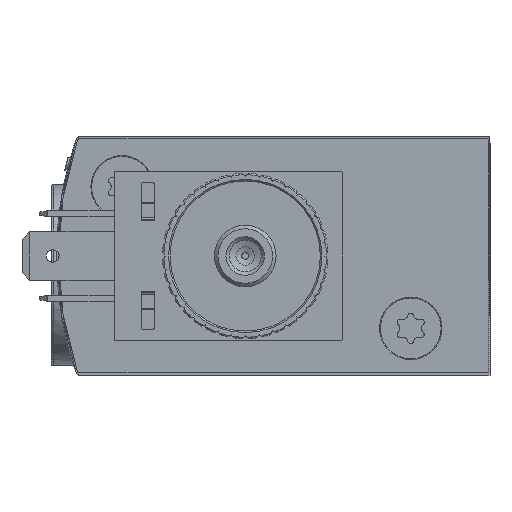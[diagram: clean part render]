
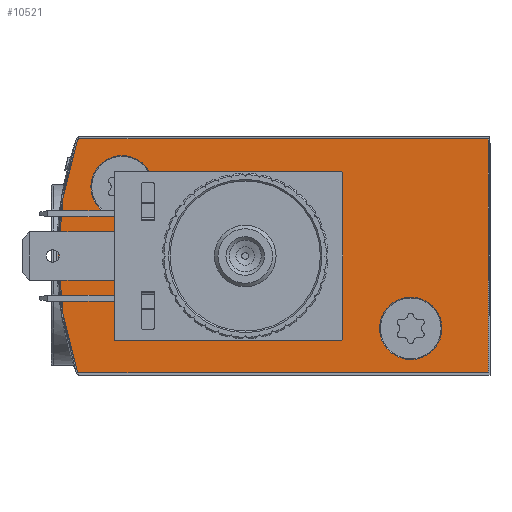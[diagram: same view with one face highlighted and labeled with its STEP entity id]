
A CAD part, left-side view. The second image highlights one B-rep face of the part: STEP entity #10521.
In plain terms, the highlighted planar face has unit normal (-1, 0, 0).
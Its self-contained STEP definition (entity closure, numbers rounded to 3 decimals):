
#797=LINE('',#18013,#1698);
#800=LINE('',#18021,#1701);
#803=LINE('',#18027,#1704);
#1698=VECTOR('',#14774,1000.);
#1701=VECTOR('',#14781,1000.);
#1704=VECTOR('',#14786,1000.);
#3297=ORIENTED_EDGE('',*,*,#5788,.F.);
#3298=ORIENTED_EDGE('',*,*,#5789,.T.);
#3299=ORIENTED_EDGE('',*,*,#5790,.T.);
#3300=ORIENTED_EDGE('',*,*,#5771,.F.);
#3301=ORIENTED_EDGE('',*,*,#5755,.F.);
#3302=ORIENTED_EDGE('',*,*,#5784,.F.);
#3303=ORIENTED_EDGE('',*,*,#5781,.F.);
#3304=ORIENTED_EDGE('',*,*,#5778,.F.);
#3305=ORIENTED_EDGE('',*,*,#5774,.F.);
#5755=EDGE_CURVE('',#7105,#7106,#7962,.T.);
#5771=EDGE_CURVE('',#7106,#7121,#7970,.T.);
#5774=EDGE_CURVE('',#7121,#7123,#797,.T.);
#5778=EDGE_CURVE('',#7123,#7126,#800,.T.);
#5781=EDGE_CURVE('',#7126,#7128,#803,.T.);
#5784=EDGE_CURVE('',#7128,#7105,#7973,.T.);
#5788=EDGE_CURVE('',#7132,#7132,#7977,.F.);
#5789=EDGE_CURVE('',#7133,#7133,#7978,.T.);
#5790=EDGE_CURVE('',#7134,#7134,#7979,.T.);
#7105=VERTEX_POINT('',#17975);
#7106=VERTEX_POINT('',#17976);
#7121=VERTEX_POINT('',#18008);
#7123=VERTEX_POINT('',#18014);
#7126=VERTEX_POINT('',#18022);
#7128=VERTEX_POINT('',#18028);
#7132=VERTEX_POINT('',#18042);
#7133=VERTEX_POINT('',#18044);
#7134=VERTEX_POINT('',#18046);
#7962=CIRCLE('',#12917,46.5);
#7970=CIRCLE('',#12926,0.2);
#7973=CIRCLE('',#12933,0.2);
#7977=CIRCLE('',#12939,5.);
#7978=CIRCLE('',#12940,4.05);
#7979=CIRCLE('',#12941,4.05);
#8557=EDGE_LOOP('',(#3297));
#8558=EDGE_LOOP('',(#3298));
#8559=EDGE_LOOP('',(#3299));
#8560=EDGE_LOOP('',(#3300,#3301,#3302,#3303,#3304,#3305));
#9400=FACE_BOUND('',#8557,.T.);
#9401=FACE_BOUND('',#8558,.T.);
#9402=FACE_BOUND('',#8559,.T.);
#9403=FACE_BOUND('',#8560,.T.);
#10088=PLANE('',#12938);
#10521=ADVANCED_FACE('',(#9400,#9401,#9402,#9403),#10088,.F.);
#12917=AXIS2_PLACEMENT_3D('',#17974,#14741,#14742);
#12926=AXIS2_PLACEMENT_3D('',#18007,#14767,#14768);
#12933=AXIS2_PLACEMENT_3D('',#18033,#14791,#14792);
#12938=AXIS2_PLACEMENT_3D('',#18040,#14801,#14802);
#12939=AXIS2_PLACEMENT_3D('',#18041,#14803,#14804);
#12940=AXIS2_PLACEMENT_3D('',#18043,#14805,#14806);
#12941=AXIS2_PLACEMENT_3D('',#18045,#14807,#14808);
#14741=DIRECTION('',(1.,0.,0.));
#14742=DIRECTION('',(0.,0.,-1.));
#14767=DIRECTION('',(1.,0.,0.));
#14768=DIRECTION('',(0.,0.,-1.));
#14774=DIRECTION('',(0.,-1.,0.));
#14781=DIRECTION('',(0.,0.,-1.));
#14786=DIRECTION('',(0.,1.,0.));
#14791=DIRECTION('',(1.,0.,0.));
#14792=DIRECTION('',(0.,0.,-1.));
#14801=DIRECTION('',(1.,0.,0.));
#14802=DIRECTION('',(0.,0.,-1.));
#14803=DIRECTION('',(1.,0.,0.));
#14804=DIRECTION('',(0.,0.,-1.));
#14805=DIRECTION('',(1.,0.,0.));
#14806=DIRECTION('',(0.,0.,-1.));
#14807=DIRECTION('',(1.,0.,0.));
#14808=DIRECTION('',(0.,0.,-1.));
#17974=CARTESIAN_POINT('',(0.,9.6,0.));
#17975=CARTESIAN_POINT('',(0.,53.592,-15.065));
#17976=CARTESIAN_POINT('',(0.,53.592,15.065));
#18007=CARTESIAN_POINT('',(0.,53.403,15.));
#18008=CARTESIAN_POINT('',(0.,53.403,15.2));
#18013=CARTESIAN_POINT('',(0.,53.403,15.2));
#18014=CARTESIAN_POINT('',(0.,0.2,15.2));
#18021=CARTESIAN_POINT('',(0.,0.2,15.2));
#18022=CARTESIAN_POINT('',(0.,0.2,-15.2));
#18027=CARTESIAN_POINT('',(0.,0.2,-15.2));
#18028=CARTESIAN_POINT('',(0.,53.403,-15.2));
#18033=CARTESIAN_POINT('',(0.,53.403,-15.));
#18040=CARTESIAN_POINT('',(0.,53.403,15.));
#18041=CARTESIAN_POINT('',(0.,31.8,0.));
#18042=CARTESIAN_POINT('',(0.,31.8,-5.));
#18043=CARTESIAN_POINT('',(0.,47.8,9.));
#18044=CARTESIAN_POINT('',(0.,47.8,4.95));
#18045=CARTESIAN_POINT('',(0.,10.3,-9.4));
#18046=CARTESIAN_POINT('',(0.,10.3,-13.45));
